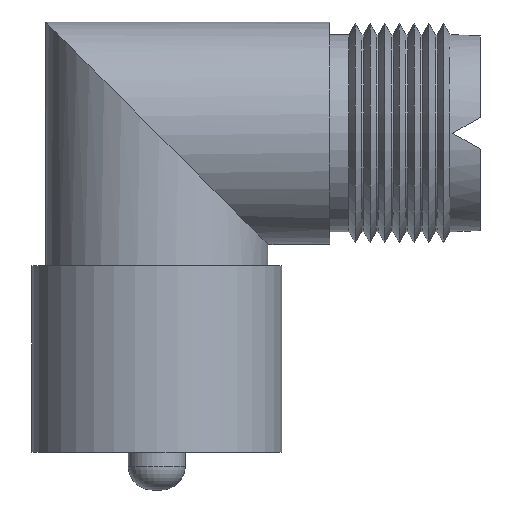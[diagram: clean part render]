
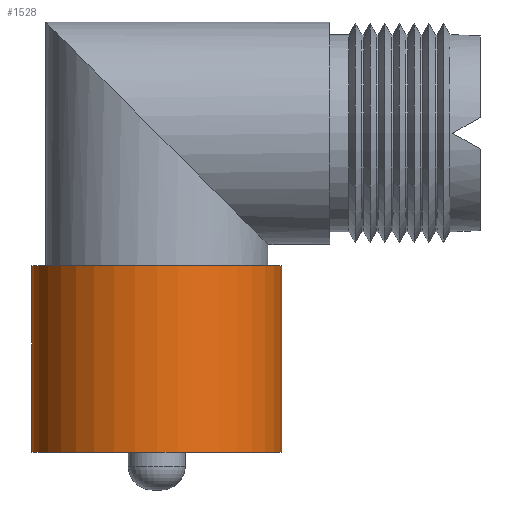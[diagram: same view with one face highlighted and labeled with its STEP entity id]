
A CAD part, front view. The second image highlights one B-rep face of the part: STEP entity #1528.
In plain terms, the highlighted cylindrical face has radius 8.636 mm (diameter 17.272 mm), a partial arc.
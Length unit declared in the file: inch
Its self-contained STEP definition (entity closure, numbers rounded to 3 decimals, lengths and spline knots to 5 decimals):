
#1 = DIRECTION ( 'NONE',  ( -1., 0., 0. ) ) ;
#2 = DIRECTION ( 'NONE',  ( 0., 0., -1. ) ) ;
#3 = CARTESIAN_POINT ( 'NONE',  ( 0., 0., -0.868 ) ) ;
#4 = AXIS2_PLACEMENT_3D ( 'NONE', #3, #2, #1 ) ;
#30 = DIRECTION ( 'NONE',  ( -1., 0., 0. ) ) ;
#31 = DIRECTION ( 'NONE',  ( 0., 0., -1. ) ) ;
#32 = AXIS2_PLACEMENT_3D ( 'NONE', #3468, #31, #30 ) ;
#146 = CIRCLE ( 'NONE', #4, 0.34 ) ;
#621 = VERTEX_POINT ( 'NONE', #1704 ) ;
#622 = VERTEX_POINT ( 'NONE', #1703 ) ;
#1291 = EDGE_CURVE ( 'NONE', #621, #1292, #3182, .T. ) ;
#1292 = VERTEX_POINT ( 'NONE', #3178 ) ;
#1295 = VERTEX_POINT ( 'NONE', #3218 ) ;
#1297 = EDGE_CURVE ( 'NONE', #622, #1295, #3217, .T. ) ;
#1526 = EDGE_CURVE ( 'NONE', #622, #621, #146, .T. ) ;
#1528 = ADVANCED_FACE ( 'NONE', ( #3470 ), #3469, .T. ) ;
#1529 = EDGE_LOOP ( 'NONE', ( #1530, #1531, #1532, #1533 ) ) ;
#1530 = ORIENTED_EDGE ( 'NONE', *, *, #1291, .F. ) ;
#1531 = ORIENTED_EDGE ( 'NONE', *, *, #1526, .F. ) ;
#1532 = ORIENTED_EDGE ( 'NONE', *, *, #1297, .T. ) ;
#1533 = ORIENTED_EDGE ( 'NONE', *, *, #1534, .T. ) ;
#1534 = EDGE_CURVE ( 'NONE', #1295, #1292, #3463, .T. ) ;
#1703 = CARTESIAN_POINT ( 'NONE',  ( 0.34, 0., -0.868 ) ) ;
#1704 = CARTESIAN_POINT ( 'NONE',  ( -0.34, 0., -0.868 ) ) ;
#3178 = CARTESIAN_POINT ( 'NONE',  ( -0.34, 0., -0.36 ) ) ;
#3179 = DIRECTION ( 'NONE',  ( 0., 0., 1. ) ) ;
#3180 = VECTOR ( 'NONE', #3179, 39.37008 ) ;
#3181 = CARTESIAN_POINT ( 'NONE',  ( -0.34, 0., -0.868 ) ) ;
#3182 = LINE ( 'NONE', #3181, #3180 ) ;
#3214 = DIRECTION ( 'NONE',  ( 0., 0., 1. ) ) ;
#3215 = VECTOR ( 'NONE', #3214, 39.37008 ) ;
#3216 = CARTESIAN_POINT ( 'NONE',  ( 0.34, 0., -0.868 ) ) ;
#3217 = LINE ( 'NONE', #3216, #3215 ) ;
#3218 = CARTESIAN_POINT ( 'NONE',  ( 0.34, 0., -0.36 ) ) ;
#3463 = CIRCLE ( 'NONE', #32, 0.34 ) ;
#3464 = DIRECTION ( 'NONE',  ( 1., 0., 0. ) ) ;
#3465 = DIRECTION ( 'NONE',  ( 0., 0., 1. ) ) ;
#3466 = CARTESIAN_POINT ( 'NONE',  ( 0., 0., -0.868 ) ) ;
#3467 = AXIS2_PLACEMENT_3D ( 'NONE', #3466, #3465, #3464 ) ;
#3468 = CARTESIAN_POINT ( 'NONE',  ( 0., 0., -0.36 ) ) ;
#3469 = CYLINDRICAL_SURFACE ( 'NONE', #3467, 0.34 ) ;
#3470 = FACE_OUTER_BOUND ( 'NONE', #1529, .T. ) ;
